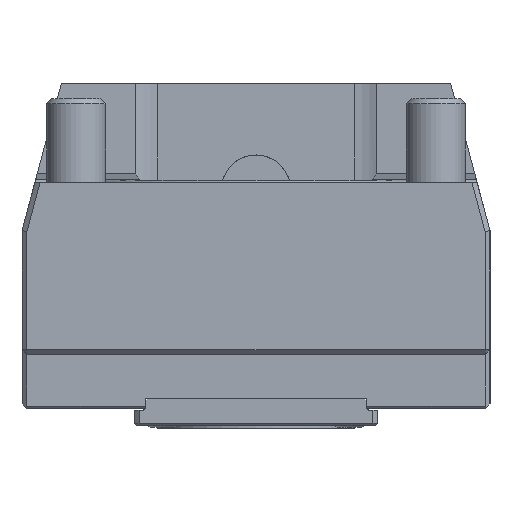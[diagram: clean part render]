
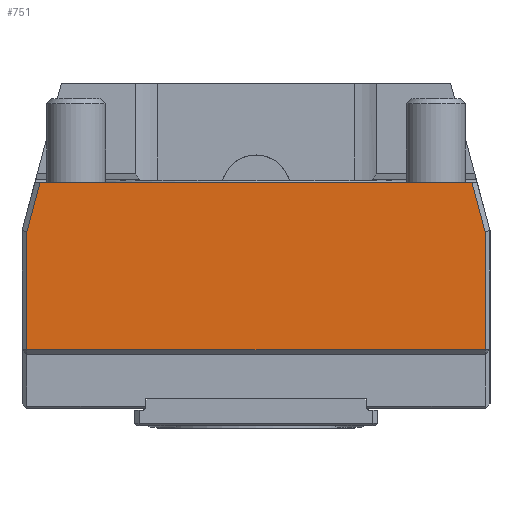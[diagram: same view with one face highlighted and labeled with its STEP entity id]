
A CAD part, left-side view. The second image highlights one B-rep face of the part: STEP entity #751.
In plain terms, the highlighted planar face has unit normal (-1, 0, 0).
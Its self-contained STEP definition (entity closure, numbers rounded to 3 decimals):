
#115=LINE('',#4085,#332);
#116=LINE('',#4087,#333);
#120=LINE('',#4094,#337);
#200=LINE('',#4324,#417);
#201=LINE('',#4326,#418);
#202=LINE('',#4328,#419);
#332=VECTOR('',#3065,1.);
#333=VECTOR('',#3068,1.);
#337=VECTOR('',#3074,1.);
#417=VECTOR('',#3268,1.);
#418=VECTOR('',#3271,1.);
#419=VECTOR('',#3272,1.);
#751=ADVANCED_FACE('',(#1022),#909,.F.);
#909=PLANE('',#2772);
#1022=FACE_OUTER_BOUND('',#1137,.T.);
#1137=EDGE_LOOP('',(#1608,#1609,#1610,#1611,#1612,#1613));
#1608=ORIENTED_EDGE('',*,*,#2393,.T.);
#1609=ORIENTED_EDGE('',*,*,#2394,.T.);
#1610=ORIENTED_EDGE('',*,*,#2291,.T.);
#1611=ORIENTED_EDGE('',*,*,#2287,.T.);
#1612=ORIENTED_EDGE('',*,*,#2286,.T.);
#1613=ORIENTED_EDGE('',*,*,#2392,.T.);
#1997=VERTEX_POINT('',#3975);
#1999=VERTEX_POINT('',#3980);
#2041=VERTEX_POINT('',#4084);
#2042=VERTEX_POINT('',#4091);
#2099=VERTEX_POINT('',#4323);
#2100=VERTEX_POINT('',#4327);
#2286=EDGE_CURVE('',#1997,#2041,#115,.T.);
#2287=EDGE_CURVE('',#1999,#1997,#116,.T.);
#2291=EDGE_CURVE('',#2042,#1999,#120,.T.);
#2392=EDGE_CURVE('',#2041,#2099,#200,.T.);
#2393=EDGE_CURVE('',#2099,#2100,#201,.T.);
#2394=EDGE_CURVE('',#2100,#2042,#202,.T.);
#2772=AXIS2_PLACEMENT_3D('',#4329,#3273,#3274);
#3065=DIRECTION('',(0.,0.,1.));
#3068=DIRECTION('',(0.,-1.,0.));
#3074=DIRECTION('',(0.,0.,-1.));
#3268=DIRECTION('',(0.,0.259,0.966));
#3271=DIRECTION('',(0.,1.,0.));
#3272=DIRECTION('',(0.,0.259,-0.966));
#3273=DIRECTION('',(1.,0.,0.));
#3274=DIRECTION('',(0.,0.,-1.));
#3975=CARTESIAN_POINT('',(-100.2,-46.5,-34.));
#3980=CARTESIAN_POINT('',(-100.2,46.5,-34.));
#4084=CARTESIAN_POINT('',(-100.2,-46.5,-9.988));
#4085=CARTESIAN_POINT('',(-100.2,-46.5,0.));
#4087=CARTESIAN_POINT('',(-100.2,-47.5,-34.));
#4091=CARTESIAN_POINT('',(-100.2,46.5,-9.988));
#4094=CARTESIAN_POINT('',(-100.2,46.5,-35.));
#4323=CARTESIAN_POINT('',(-100.2,-43.824,0.));
#4324=CARTESIAN_POINT('',(-100.2,-44.07,-0.919));
#4326=CARTESIAN_POINT('',(-100.2,-47.5,0.));
#4327=CARTESIAN_POINT('',(-100.2,43.824,0.));
#4328=CARTESIAN_POINT('',(-100.2,46.534,-10.115));
#4329=CARTESIAN_POINT('',(-100.2,-47.5,0.));
